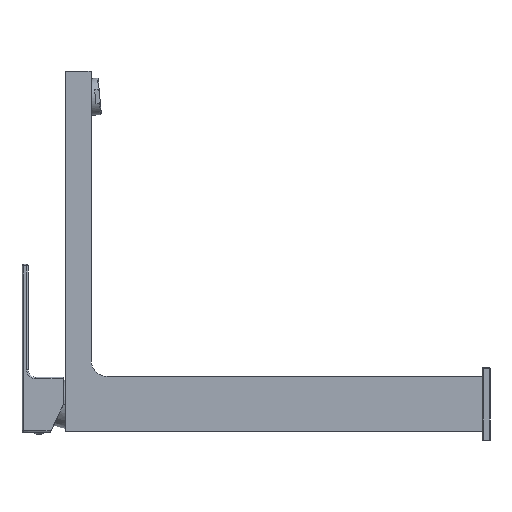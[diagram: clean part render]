
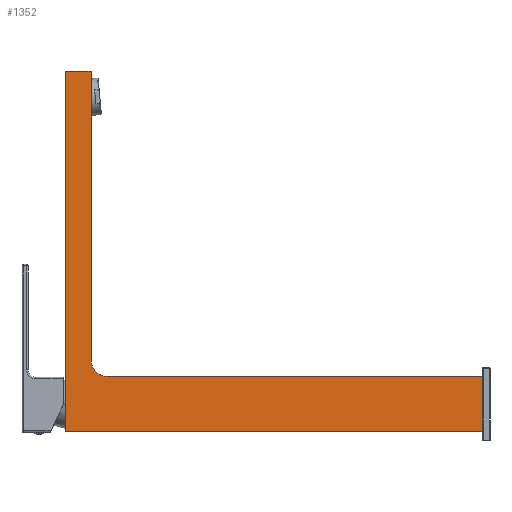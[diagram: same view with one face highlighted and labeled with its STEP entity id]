
A CAD part, left-side view. The second image highlights one B-rep face of the part: STEP entity #1352.
In plain terms, the highlighted planar face has unit normal (-1, 0, 0).
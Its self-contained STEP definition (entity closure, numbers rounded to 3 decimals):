
#239=DIRECTION('',(0.,0.,1.));
#240=VECTOR('',#239,36.);
#241=CARTESIAN_POINT('',(-18.,1.5,-17.75));
#242=LINE('',#241,#240);
#243=DIRECTION('',(0.,1.,0.));
#244=VECTOR('',#243,273.5);
#245=CARTESIAN_POINT('',(-18.,1.5,-17.75));
#246=LINE('',#245,#244);
#247=DIRECTION('',(0.,-1.,0.));
#248=VECTOR('',#247,17.);
#249=CARTESIAN_POINT('',(-18.,275.,218.5));
#250=LINE('',#249,#248);
#251=DIRECTION('',(0.,0.,1.));
#252=VECTOR('',#251,189.75);
#253=CARTESIAN_POINT('',(-18.,258.,28.75));
#254=LINE('',#253,#252);
#255=CARTESIAN_POINT('',(-18.,247.5,28.75));
#256=DIRECTION('',(1.,0.,0.));
#257=DIRECTION('',(0.,0.,-1.));
#258=AXIS2_PLACEMENT_3D('',#255,#256,#257);
#260=DIRECTION('',(0.,1.,0.));
#261=VECTOR('',#260,246.);
#262=CARTESIAN_POINT('',(-18.,1.5,18.25));
#263=LINE('',#262,#261);
#313=DIRECTION('',(0.,0.,1.));
#314=VECTOR('',#313,236.25);
#315=CARTESIAN_POINT('',(-18.,275.,-17.75));
#316=LINE('',#315,#314);
#637=CARTESIAN_POINT('',(-18.,275.,218.5));
#639=VERTEX_POINT('',#637);
#641=CARTESIAN_POINT('',(-18.,275.,-17.75));
#643=VERTEX_POINT('',#641);
#645=CARTESIAN_POINT('',(-18.,258.,218.5));
#646=VERTEX_POINT('',#645);
#647=CARTESIAN_POINT('',(-18.,247.5,18.25));
#648=CARTESIAN_POINT('',(-18.,258.,28.75));
#649=VERTEX_POINT('',#647);
#650=VERTEX_POINT('',#648);
#765=CARTESIAN_POINT('',(-18.,1.5,-17.75));
#766=CARTESIAN_POINT('',(-18.,1.5,18.25));
#767=VERTEX_POINT('',#765);
#768=VERTEX_POINT('',#766);
#1332=CARTESIAN_POINT('',(-18.,0.,-42.625));
#1333=DIRECTION('',(1.,0.,0.));
#1334=DIRECTION('',(0.,1.,0.));
#1335=AXIS2_PLACEMENT_3D('',#1332,#1333,#1334);
#1336=PLANE('',#1335);
#1337=ORIENTED_EDGE('',*,*,#883,.F.);
#1339=ORIENTED_EDGE('',*,*,#1338,.T.);
#1341=ORIENTED_EDGE('',*,*,#1340,.T.);
#1343=ORIENTED_EDGE('',*,*,#1342,.T.);
#1345=ORIENTED_EDGE('',*,*,#1344,.F.);
#1347=ORIENTED_EDGE('',*,*,#1346,.F.);
#1349=ORIENTED_EDGE('',*,*,#1348,.F.);
#1350=EDGE_LOOP('',(#1337,#1339,#1341,#1343,#1345,#1347,#1349));
#1351=FACE_OUTER_BOUND('',#1350,.F.);
#1352=ADVANCED_FACE('',(#1351),#1336,.F.);
#259=CIRCLE('',#258,10.5);
#883=EDGE_CURVE('',#767,#768,#242,.T.);
#1338=EDGE_CURVE('',#767,#643,#246,.T.);
#1340=EDGE_CURVE('',#643,#639,#316,.T.);
#1342=EDGE_CURVE('',#639,#646,#250,.T.);
#1344=EDGE_CURVE('',#650,#646,#254,.T.);
#1346=EDGE_CURVE('',#649,#650,#259,.T.);
#1348=EDGE_CURVE('',#768,#649,#263,.T.);
